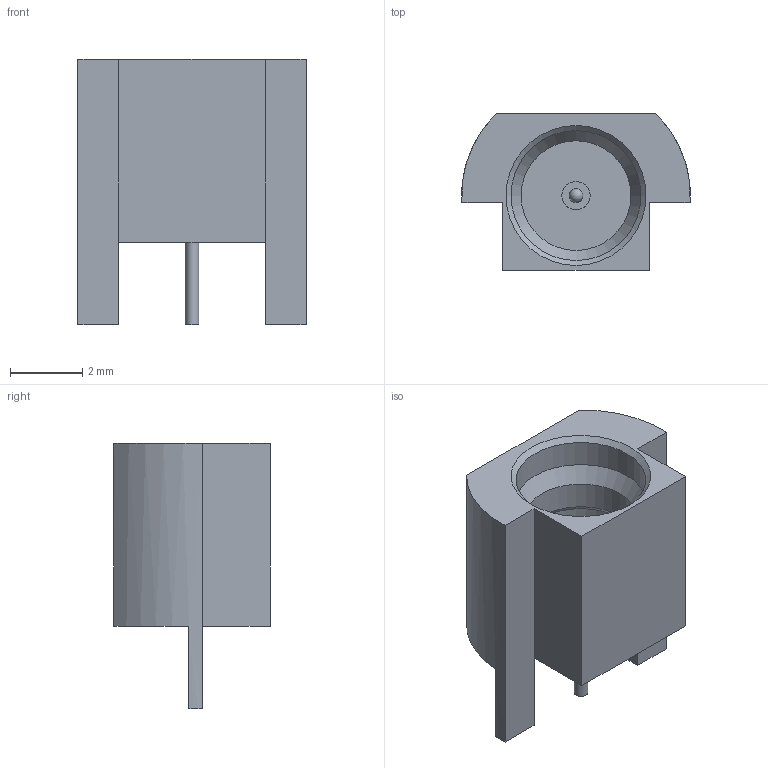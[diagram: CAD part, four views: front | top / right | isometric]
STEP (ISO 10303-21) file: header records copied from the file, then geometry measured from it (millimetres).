
FILE_DESCRIPTION (( 'STEP AP203' ), '1' );
FILE_NAME ('SC5371_3D.step', '2020-08-11T15:03:23', ( '' ), ( '' ), 'SwSTEP 2.0', 'SolidWorks 2018', '' );
FILE_SCHEMA (( 'CONFIG_CONTROL_DESIGN' ));
Length unit declared in the file: inch
Products named in the file (1): SC5371_3D
Bounding box: 6.35 x 4.34 x 7.37 mm (x, y, z)
Volume: 89.4 mm3; surface area: 192.6 mm2
Topology: 1 solids, 1 shells, 31 faces, 69 edges, 43 vertices
Faces by surface type: plane 18, cylinder 9, cone 3, sphere 1
Full cylindrical faces by diameter (mm): 0.381 x2, 0.786 x1, 1.5 x1, 3.048 x1, 3.175 x1, 3.607 x1
Entity records: 888 total; most frequent: CARTESIAN_POINT 169, DIRECTION 136, ORIENTED_EDGE 110, EDGE_CURVE 55, AXIS2_PLACEMENT_3D 51, EDGE_LOOP 46, VERTEX_POINT 41, FACE_OUTER_BOUND 38
